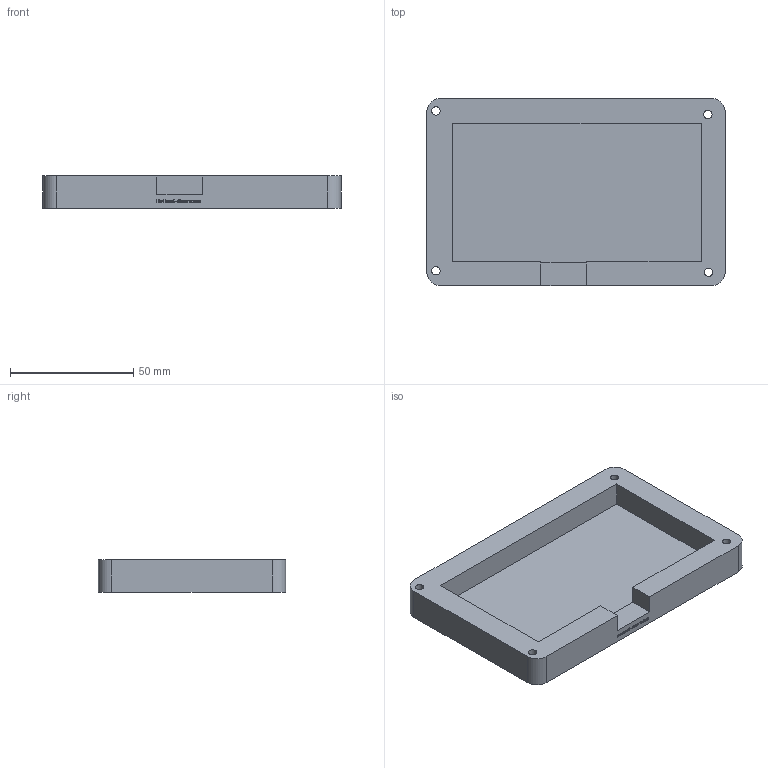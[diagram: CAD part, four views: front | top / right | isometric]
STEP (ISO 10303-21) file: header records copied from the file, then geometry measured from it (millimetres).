
FILE_DESCRIPTION(/* description */ ('','CAx-IF Rec.Pracs.---Representation and Presentation of Product Manufacturing Information (PMI)---4.0---2014-10-13'),/* implementation_level */ '2;1');
FILE_NAME(/* name */ 'macropad-top.step',/* time_stamp */ '2025-02-15T03:32:08-05:00',/* author */ (''),/* organization */ (''),/* preprocessor_version */ 'ST-DEVELOPER v20',/* originating_system */ 'Autodesk Translation Framework v13.20.0.188',/* authorisation */ '');
FILE_SCHEMA (('AP242_MANAGED_MODEL_BASED_3D_ENGINEERING_MIM_LF { 1 0 10303 442 1 1 4 }'));
Length unit declared in the file: millimetre
Products named in the file (2): macropad; Component1
Assembly tree (1 placements, depth 2):
  macropad
    Component1
Bounding box: 121 x 76 x 13 mm (x, y, z)
Volume: 60598.3 mm3; surface area: 27109.3 mm2
Topology: 1 solids, 1 shells, 509 faces, 1419 edges, 946 vertices
Faces by surface type: bspline 318, plane 179, cylinder 12
Full cylindrical faces by diameter (mm): 3.4 x4, 6 x4
Entity records: 19246 total; most frequent: CARTESIAN_POINT 8283, ORIENTED_EDGE 2838, EDGE_CURVE 1419, DIRECTION 1195, VERTEX_POINT 946, LINE 759, VECTOR 759, B_SPLINE_CURVE_WITH_KNOTS 636
